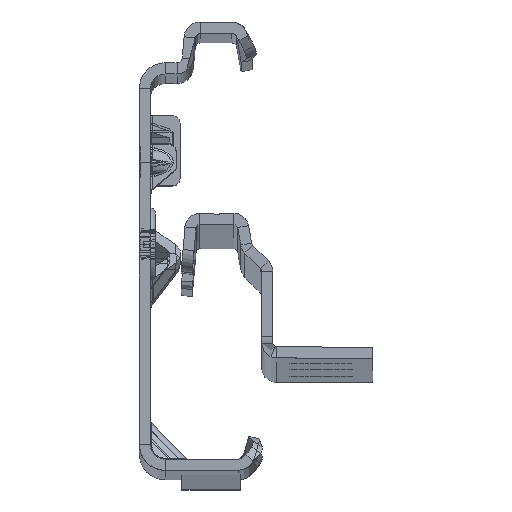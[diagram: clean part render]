
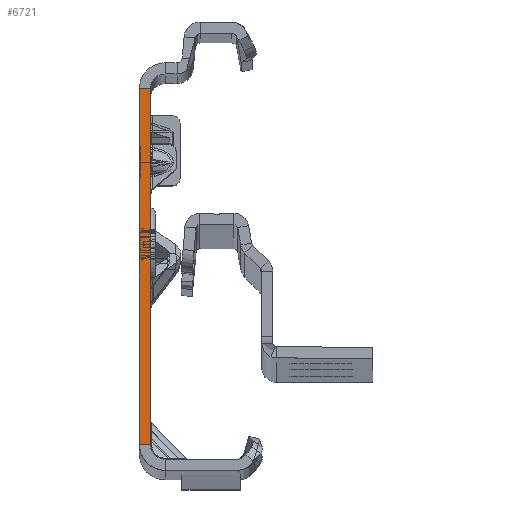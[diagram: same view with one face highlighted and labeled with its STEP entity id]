
A CAD part, top view. The second image highlights one B-rep face of the part: STEP entity #6721.
In plain terms, the highlighted planar face has unit normal (0, 0, 1).
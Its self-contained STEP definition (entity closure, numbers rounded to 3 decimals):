
#940 = DIRECTION ( 'NONE',  ( -1., 0., 0. ) ) ;
#1181 = VERTEX_POINT ( 'NONE', #3625 ) ;
#3625 = CARTESIAN_POINT ( 'NONE',  ( 0., -25.865, 0. ) ) ;
#6721 = ADVANCED_FACE ( 'NONE', ( #50957 ), #9094, .T. ) ;
#9094 = PLANE ( 'NONE',  #47468 ) ;
#10256 = VERTEX_POINT ( 'NONE', #35277 ) ;
#10881 = CARTESIAN_POINT ( 'NONE',  ( -1.5, -25.865, 0. ) ) ;
#12382 = VECTOR ( 'NONE', #52358, 1000. ) ;
#12809 = EDGE_CURVE ( 'NONE', #10256, #37010, #46521, .T. ) ;
#14114 = LINE ( 'NONE', #40596, #12382 ) ;
#18100 = EDGE_CURVE ( 'NONE', #19176, #1181, #14114, .T. ) ;
#19176 = VERTEX_POINT ( 'NONE', #43322 ) ;
#20308 = EDGE_LOOP ( 'NONE', ( #23084, #52164, #47969, #46518 ) ) ;
#21422 = CARTESIAN_POINT ( 'NONE',  ( 0., 22.135, 0. ) ) ;
#22088 = DIRECTION ( 'NONE',  ( 0., -1., 0. ) ) ;
#23084 = ORIENTED_EDGE ( 'NONE', *, *, #18100, .F. ) ;
#24407 = VECTOR ( 'NONE', #22088, 1000. ) ;
#32523 = VECTOR ( 'NONE', #33798, 1000. ) ;
#32974 = LINE ( 'NONE', #21422, #32523 ) ;
#33798 = DIRECTION ( 'NONE',  ( -1., 0., 0. ) ) ;
#35277 = CARTESIAN_POINT ( 'NONE',  ( -1.5, 22.135, 0. ) ) ;
#35811 = LINE ( 'NONE', #47608, #36127 ) ;
#36127 = VECTOR ( 'NONE', #940, 1000. ) ;
#37010 = VERTEX_POINT ( 'NONE', #10881 ) ;
#40596 = CARTESIAN_POINT ( 'NONE',  ( 0., -27.865, 0. ) ) ;
#42886 = CARTESIAN_POINT ( 'NONE',  ( -1.5, -27.865, 0. ) ) ;
#43205 = CARTESIAN_POINT ( 'NONE',  ( -1.5, -27.865, 0. ) ) ;
#43322 = CARTESIAN_POINT ( 'NONE',  ( 0., 22.135, 0. ) ) ;
#43508 = EDGE_CURVE ( 'NONE', #1181, #37010, #35811, .T. ) ;
#43804 = EDGE_CURVE ( 'NONE', #19176, #10256, #32974, .T. ) ;
#46518 = ORIENTED_EDGE ( 'NONE', *, *, #43508, .F. ) ;
#46521 = LINE ( 'NONE', #43205, #24407 ) ;
#46777 = DIRECTION ( 'NONE',  ( 1., 0., 0. ) ) ;
#47322 = DIRECTION ( 'NONE',  ( 0., 0., 1. ) ) ;
#47468 = AXIS2_PLACEMENT_3D ( 'NONE', #42886, #47322, #46777 ) ;
#47608 = CARTESIAN_POINT ( 'NONE',  ( 0., -25.865, 0. ) ) ;
#47969 = ORIENTED_EDGE ( 'NONE', *, *, #12809, .T. ) ;
#50957 = FACE_OUTER_BOUND ( 'NONE', #20308, .T. ) ;
#52164 = ORIENTED_EDGE ( 'NONE', *, *, #43804, .T. ) ;
#52358 = DIRECTION ( 'NONE',  ( 0., -1., 0. ) ) ;
